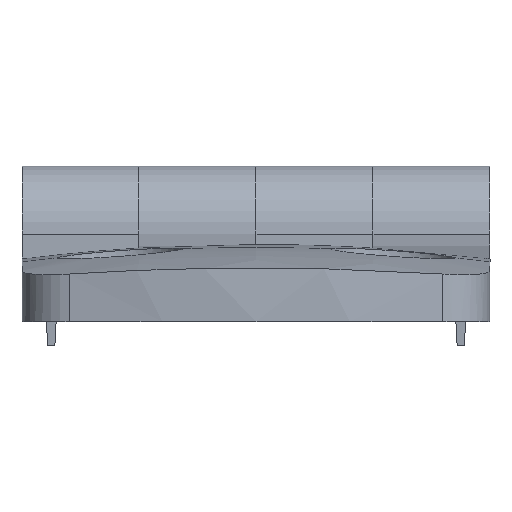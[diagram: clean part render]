
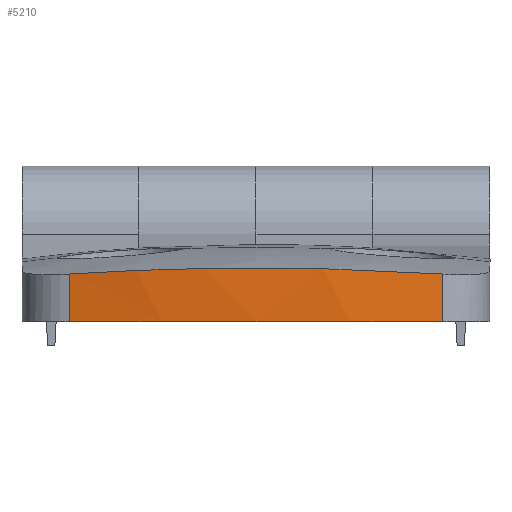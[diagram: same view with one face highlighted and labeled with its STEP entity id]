
A CAD part, left-side view. The second image highlights one B-rep face of the part: STEP entity #5210.
In plain terms, the highlighted cylindrical face has radius 100 mm (diameter 200 mm), a partial arc.
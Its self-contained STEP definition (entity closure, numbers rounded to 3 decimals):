
#63 = ORIENTED_EDGE ( 'NONE', *, *, #7381, .T. ) ;
#391 = CARTESIAN_POINT ( 'NONE',  ( -43.499, -3.461, 3.24 ) ) ;
#430 = AXIS2_PLACEMENT_3D ( 'NONE', #3860, #2077, #6266 ) ;
#431 = VERTEX_POINT ( 'NONE', #1593 ) ;
#467 = CARTESIAN_POINT ( 'NONE',  ( -41.649, -4.078, -19.149 ) ) ;
#498 = CARTESIAN_POINT ( 'NONE',  ( 56.5, -8.96, 0. ) ) ;
#549 = EDGE_CURVE ( 'NONE', #431, #7041, #7171, .T. ) ;
#995 = CARTESIAN_POINT ( 'NONE',  ( -42.729, -3.716, 12.798 ) ) ;
#1311 = FACE_OUTER_BOUND ( 'NONE', #6110, .T. ) ;
#1314 = B_SPLINE_CURVE_WITH_KNOTS ( 'NONE', 3,
 ( #6435, #3504, #995, #5225, #391, #1662, #5250, #2199, #1564, #7679, #7010, #467 ),
 .UNSPECIFIED., .F., .F.,
 ( 4, 2, 2, 2, 2, 4 ),
 ( 0., 0.01, 0.019, 0.029, 0.034, 0.038 ),
 .UNSPECIFIED. ) ;
#1564 = CARTESIAN_POINT ( 'NONE',  ( -42.695, -3.727, -12.769 ) ) ;
#1593 = CARTESIAN_POINT ( 'NONE',  ( -41.649, -8.96, -19.149 ) ) ;
#1649 = CARTESIAN_POINT ( 'NONE',  ( -41.649, 15., 19.149 ) ) ;
#1662 = CARTESIAN_POINT ( 'NONE',  ( -43.501, -3.46, -3.151 ) ) ;
#1733 = CARTESIAN_POINT ( 'NONE',  ( -41.649, -4.078, -19.149 ) ) ;
#2077 = DIRECTION ( 'NONE',  ( 0., 1., 0. ) ) ;
#2199 = CARTESIAN_POINT ( 'NONE',  ( -42.888, -3.663, -11.161 ) ) ;
#2394 = DIRECTION ( 'NONE',  ( 0., 0., 1. ) ) ;
#2427 = CARTESIAN_POINT ( 'NONE',  ( -41.649, -8.96, 19.149 ) ) ;
#2981 = AXIS2_PLACEMENT_3D ( 'NONE', #498, #7157, #2394 ) ;
#2983 = DIRECTION ( 'NONE',  ( 0., -1., 0. ) ) ;
#2984 = ORIENTED_EDGE ( 'NONE', *, *, #549, .T. ) ;
#3504 = CARTESIAN_POINT ( 'NONE',  ( -42.268, -3.869, 15.976 ) ) ;
#3734 = CARTESIAN_POINT ( 'NONE',  ( -41.649, -4.078, 19.149 ) ) ;
#3860 = CARTESIAN_POINT ( 'NONE',  ( 56.5, 15., 0. ) ) ;
#3947 = EDGE_CURVE ( 'NONE', #5050, #7041, #7646, .T. ) ;
#4042 = EDGE_CURVE ( 'NONE', #6347, #431, #7193, .T. ) ;
#4161 = CYLINDRICAL_SURFACE ( 'NONE', #430, 100. ) ;
#4187 = DIRECTION ( 'NONE',  ( 0., -1., 0. ) ) ;
#4848 = CARTESIAN_POINT ( 'NONE',  ( -41.649, 15., -19.149 ) ) ;
#5050 = VERTEX_POINT ( 'NONE', #3734 ) ;
#5210 = ADVANCED_FACE ( 'NONE', ( #1311 ), #4161, .T. ) ;
#5225 = CARTESIAN_POINT ( 'NONE',  ( -43.344, -3.512, 6.429 ) ) ;
#5250 = CARTESIAN_POINT ( 'NONE',  ( -43.35, -3.51, -6.352 ) ) ;
#6091 = VECTOR ( 'NONE', #4187, 1000. ) ;
#6110 = EDGE_LOOP ( 'NONE', ( #7437, #2984, #6597, #63 ) ) ;
#6266 = DIRECTION ( 'NONE',  ( 0., 0., 1. ) ) ;
#6347 = VERTEX_POINT ( 'NONE', #1733 ) ;
#6435 = CARTESIAN_POINT ( 'NONE',  ( -41.649, -4.078, 19.149 ) ) ;
#6454 = VECTOR ( 'NONE', #2983, 1000. ) ;
#6597 = ORIENTED_EDGE ( 'NONE', *, *, #3947, .F. ) ;
#7010 = CARTESIAN_POINT ( 'NONE',  ( -41.959, -3.973, -17.563 ) ) ;
#7041 = VERTEX_POINT ( 'NONE', #2427 ) ;
#7157 = DIRECTION ( 'NONE',  ( 0., 1., 0. ) ) ;
#7171 = CIRCLE ( 'NONE', #2981, 100. ) ;
#7193 = LINE ( 'NONE', #4848, #6454 ) ;
#7381 = EDGE_CURVE ( 'NONE', #5050, #6347, #1314, .T. ) ;
#7437 = ORIENTED_EDGE ( 'NONE', *, *, #4042, .T. ) ;
#7646 = LINE ( 'NONE', #1649, #6091 ) ;
#7679 = CARTESIAN_POINT ( 'NONE',  ( -42.23, -3.882, -15.969 ) ) ;
